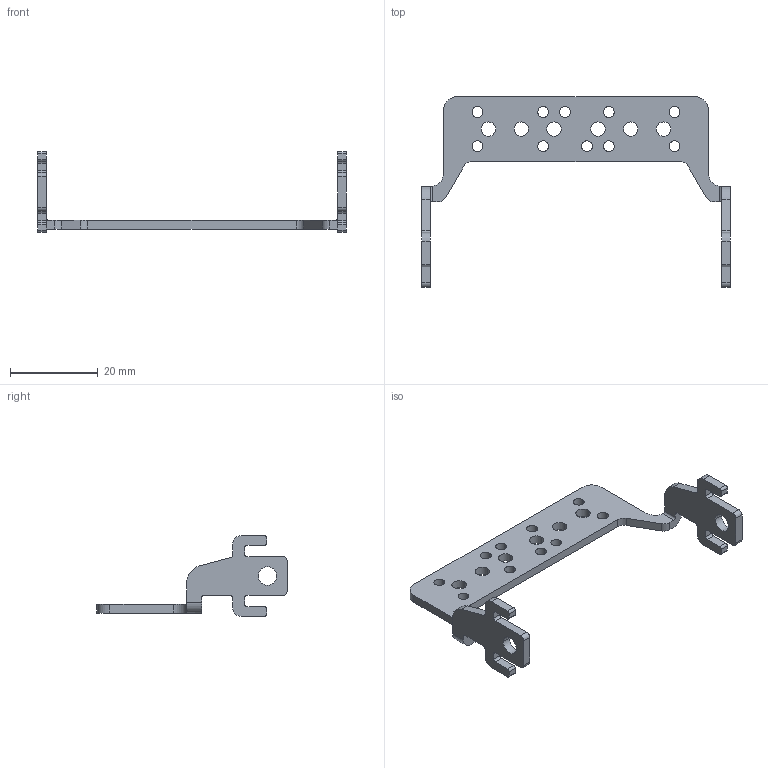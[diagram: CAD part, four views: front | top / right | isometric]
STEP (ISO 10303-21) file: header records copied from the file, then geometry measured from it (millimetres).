
FILE_DESCRIPTION(('OneSpaceDesigner STEP Export'),'2;1');
FILE_NAME('CR_16_SC.stp','2008-07-07T 9:16:51',(''),(''),'OneSpace Designer STEP processor for AP214 (Solid Model)','OneSpace Modeling 15.50B 03-Nov-2007 (C) CoCreate Software GmbH','');
FILE_SCHEMA(('AUTOMOTIVE_DESIGN { 1 0 10303 214 1 1 1 1 }'));
Length unit declared in the file: millimetre
Products named in the file (2): CR_16_SC
Assembly tree (1 placements, depth 2):
  CR_16_SC
    CR_16_SC
Bounding box: 70.5 x 43.5 x 18.4 mm (x, y, z)
Volume: 2653 mm3; surface area: 3736.2 mm2
Topology: 1 solids, 1 shells, 128 faces, 376 edges, 250 vertices
Faces by surface type: cylinder 80, plane 46, bspline 2
Entity records: 4261 total; most frequent: CARTESIAN_POINT 816, ORIENTED_EDGE 752, DIRECTION 670, EDGE_CURVE 376, VERTEX_POINT 250, AXIS2_PLACEMENT_3D 232, VECTOR 206, LINE 206
